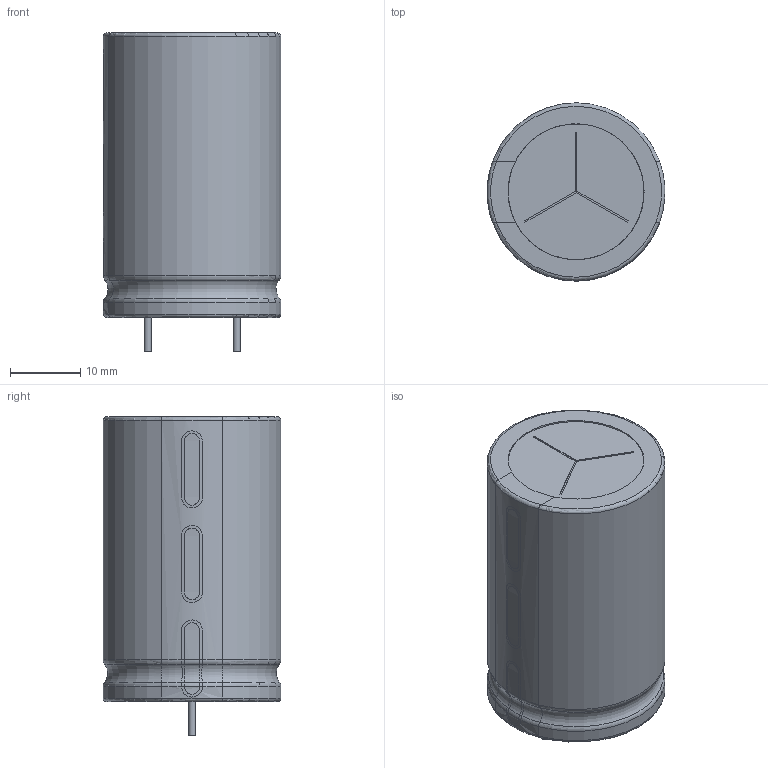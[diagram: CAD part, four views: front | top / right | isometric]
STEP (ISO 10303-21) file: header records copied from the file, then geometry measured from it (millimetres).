
FILE_DESCRIPTION(/* description */ (''),/* implementation_level */ '2;1');
FILE_NAME(/* name */ 'CP_Radial_D25.4_P12.7_H40.7.step',/* time_stamp */ '2024-11-18T13:49:19+01:00',/* author */ (''),/* organization */ (''),/* preprocessor_version */ 'ST-DEVELOPER v20',/* originating_system */ 'Autodesk Translation Framework v13.20.0.188',/* authorisation */ '');
FILE_SCHEMA (('AUTOMOTIVE_DESIGN { 1 0 10303 214 3 1 1 }'));
Length unit declared in the file: millimetre
Products named in the file (1): Elko_D25.4_P12.7_H40.7
Bounding box: 25.37 x 25.4 x 45.44 mm (x, y, z)
Volume: 20359.6 mm3; surface area: 4298.3 mm2
Topology: 1 solids, 1 shells, 64 faces, 155 edges, 100 vertices
Faces by surface type: torus 30, plane 18, cylinder 16
Full cylindrical faces by diameter (mm): 1 x2, 19.4 x2
Entity records: 2281 total; most frequent: CARTESIAN_POINT 720, ORIENTED_EDGE 310, DIRECTION 289, EDGE_CURVE 155, AXIS2_PLACEMENT_3D 125, VERTEX_POINT 100, EDGE_LOOP 71, FACE_OUTER_BOUND 64
